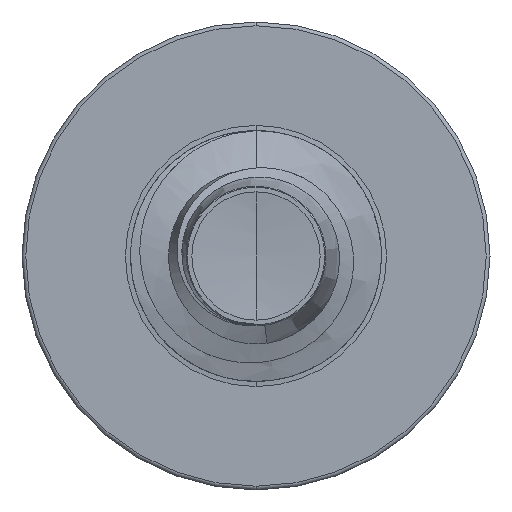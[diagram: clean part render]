
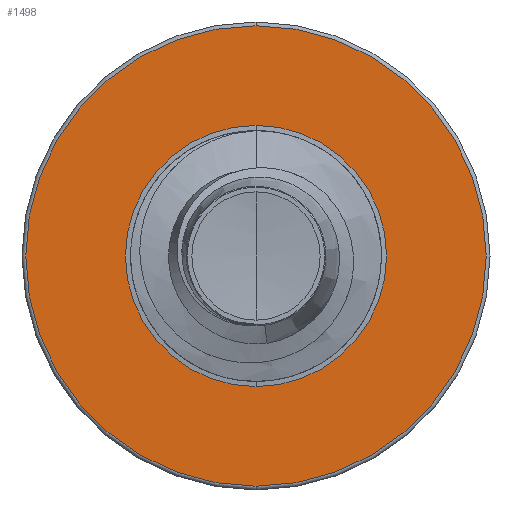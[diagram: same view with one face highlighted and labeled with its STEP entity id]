
A CAD part, front view. The second image highlights one B-rep face of the part: STEP entity #1498.
In plain terms, the highlighted planar face has unit normal (0, -1, 0).
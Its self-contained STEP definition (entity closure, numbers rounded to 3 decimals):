
#229 = DIRECTION ( 'NONE',  ( 0., 1., 0. ) ) ;
#690 = EDGE_LOOP ( 'NONE', ( #8830, #874 ) ) ;
#874 = ORIENTED_EDGE ( 'NONE', *, *, #8845, .F. ) ;
#1328 = EDGE_CURVE ( 'NONE', #12967, #13271, #11177, .T. ) ;
#1498 = ADVANCED_FACE ( 'NONE', ( #13641, #7261 ), #5758, .F. ) ;
#1859 = DIRECTION ( 'NONE',  ( 0., 0., 1. ) ) ;
#2545 = CARTESIAN_POINT ( 'NONE',  ( 0., 10., 2.755 ) ) ;
#2926 = DIRECTION ( 'NONE',  ( 0., 1., 0. ) ) ;
#3196 = AXIS2_PLACEMENT_3D ( 'NONE', #9569, #9450, #9445 ) ;
#3335 = AXIS2_PLACEMENT_3D ( 'NONE', #11042, #2926, #12218 ) ;
#3813 = DIRECTION ( 'NONE',  ( 0., 0., 1. ) ) ;
#4003 = VERTEX_POINT ( 'NONE', #11633 ) ;
#4049 = DIRECTION ( 'NONE',  ( 0., 1., 0. ) ) ;
#4836 = VERTEX_POINT ( 'NONE', #2545 ) ;
#5186 = EDGE_CURVE ( 'NONE', #13271, #12967, #12925, .T. ) ;
#5451 = CARTESIAN_POINT ( 'NONE',  ( 0., 10., -1.562 ) ) ;
#5758 = PLANE ( 'NONE',  #10497 ) ;
#5953 = CIRCLE ( 'NONE', #14545, 2.755 ) ;
#7130 = AXIS2_PLACEMENT_3D ( 'NONE', #9408, #9390, #1859 ) ;
#7261 = FACE_BOUND ( 'NONE', #7545, .T. ) ;
#7465 = CIRCLE ( 'NONE', #3335, 2.755 ) ;
#7545 = EDGE_LOOP ( 'NONE', ( #15266, #14499 ) ) ;
#7581 = EDGE_CURVE ( 'NONE', #4836, #4003, #5953, .T. ) ;
#7758 = CARTESIAN_POINT ( 'NONE',  ( 0., 10., -1.562 ) ) ;
#8682 = CARTESIAN_POINT ( 'NONE',  ( 0., 10., 0. ) ) ;
#8830 = ORIENTED_EDGE ( 'NONE', *, *, #7581, .F. ) ;
#8845 = EDGE_CURVE ( 'NONE', #4003, #4836, #7465, .T. ) ;
#8970 = CARTESIAN_POINT ( 'NONE',  ( 0., 10., 1.562 ) ) ;
#9390 = DIRECTION ( 'NONE',  ( 0., 1., 0. ) ) ;
#9408 = CARTESIAN_POINT ( 'NONE',  ( 0., 10., 0. ) ) ;
#9445 = DIRECTION ( 'NONE',  ( 0., 0., 1. ) ) ;
#9450 = DIRECTION ( 'NONE',  ( 0., 1., 0. ) ) ;
#9569 = CARTESIAN_POINT ( 'NONE',  ( 0., 10., 0. ) ) ;
#10042 = DIRECTION ( 'NONE',  ( 0., 0., 1. ) ) ;
#10497 = AXIS2_PLACEMENT_3D ( 'NONE', #5451, #4049, #3813 ) ;
#11042 = CARTESIAN_POINT ( 'NONE',  ( 0., 10., 0. ) ) ;
#11177 = CIRCLE ( 'NONE', #3196, 1.562 ) ;
#11633 = CARTESIAN_POINT ( 'NONE',  ( 0., 10., -2.755 ) ) ;
#12218 = DIRECTION ( 'NONE',  ( 0., 0., 1. ) ) ;
#12925 = CIRCLE ( 'NONE', #7130, 1.562 ) ;
#12967 = VERTEX_POINT ( 'NONE', #8970 ) ;
#13271 = VERTEX_POINT ( 'NONE', #7758 ) ;
#13641 = FACE_OUTER_BOUND ( 'NONE', #690, .T. ) ;
#14499 = ORIENTED_EDGE ( 'NONE', *, *, #5186, .T. ) ;
#14545 = AXIS2_PLACEMENT_3D ( 'NONE', #8682, #229, #10042 ) ;
#15266 = ORIENTED_EDGE ( 'NONE', *, *, #1328, .T. ) ;
